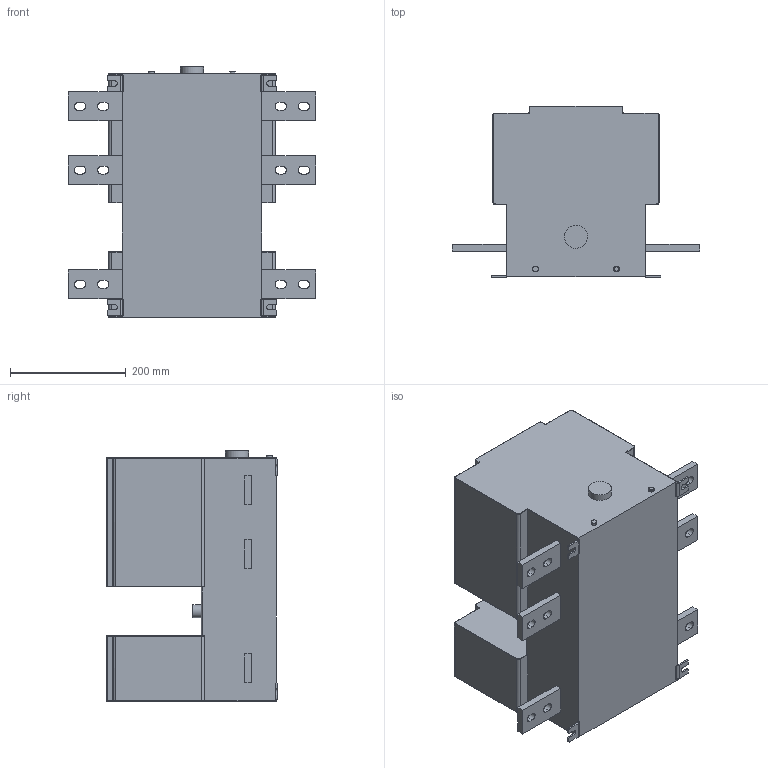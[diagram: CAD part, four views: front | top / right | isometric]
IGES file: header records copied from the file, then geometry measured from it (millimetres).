
Global section: file name: OS1200_L12.igs; preprocessor: I-DEAS 3D IGES Translator 11; date: 20061031.074809; units: millimetre
Bounding box: 425.99 x 295.2 x 431.7 mm (x, y, z)
Volume: 28754274.8 mm3; surface area: 772682.4 mm2
Topology: 1 solids, 1 shells, 276 faces, 720 edges, 457 vertices
Faces by surface type: bspline 276
